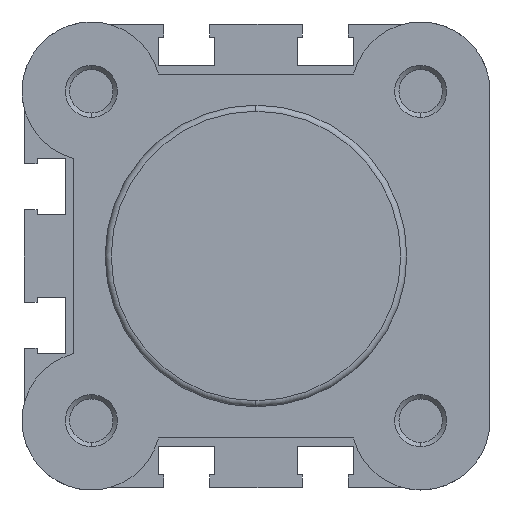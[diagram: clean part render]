
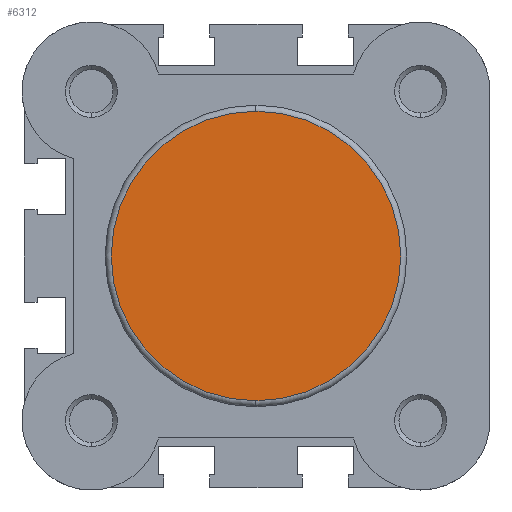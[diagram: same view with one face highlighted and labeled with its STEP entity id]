
A CAD part, left-side view. The second image highlights one B-rep face of the part: STEP entity #6312.
In plain terms, the highlighted planar face has unit normal (-1, 0, 0).
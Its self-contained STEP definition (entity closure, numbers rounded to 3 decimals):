
#464 = AXIS2_PLACEMENT_3D ( 'NONE', #4021, #4022, #4023 ) ;
#497 = AXIS2_PLACEMENT_3D ( 'NONE', #593, #601, #602 ) ;
#557 = AXIS2_PLACEMENT_3D ( 'NONE', #1006, #1009, #1010 ) ;
#593 = CARTESIAN_POINT ( 'NONE',  ( 0., 0., 0. ) ) ;
#601 = DIRECTION ( 'NONE',  ( -1., 0., 0. ) ) ;
#602 = DIRECTION ( 'NONE',  ( 0., 0., 1. ) ) ;
#1006 = CARTESIAN_POINT ( 'NONE',  ( 0., -17.4, 0. ) ) ;
#1007 = PLANE ( 'NONE',  #557 ) ;
#1009 = DIRECTION ( 'NONE',  ( -1., 0., 0. ) ) ;
#1010 = DIRECTION ( 'NONE',  ( 0., 0., 1. ) ) ;
#2489 = ORIENTED_EDGE ( 'NONE', *, *, #5005, .T. ) ;
#2608 = ORIENTED_EDGE ( 'NONE', *, *, #4942, .T. ) ;
#2702 = EDGE_LOOP ( 'NONE', ( #2608, #2489 ) ) ;
#3864 = CARTESIAN_POINT ( 'NONE',  ( 0., 0., -16.7 ) ) ;
#3879 = CARTESIAN_POINT ( 'NONE',  ( 0., 0., 16.7 ) ) ;
#4021 = CARTESIAN_POINT ( 'NONE',  ( 0., 0., 0. ) ) ;
#4022 = DIRECTION ( 'NONE',  ( -1., 0., 0. ) ) ;
#4023 = DIRECTION ( 'NONE',  ( 0., 0., 1. ) ) ;
#4831 = VERTEX_POINT ( 'NONE', #3864 ) ;
#4846 = VERTEX_POINT ( 'NONE', #3879 ) ;
#4942 = EDGE_CURVE ( 'NONE', #4846, #4831, #5744, .T. ) ;
#5005 = EDGE_CURVE ( 'NONE', #4831, #4846, #5842, .T. ) ;
#5744 = CIRCLE ( 'NONE', #464, 16.7 ) ;
#5842 = CIRCLE ( 'NONE', #497, 16.7 ) ;
#5937 = FACE_OUTER_BOUND ( 'NONE', #2702, .T. ) ;
#6312 = ADVANCED_FACE ( 'NONE', ( #5937 ), #1007, .T. ) ;
